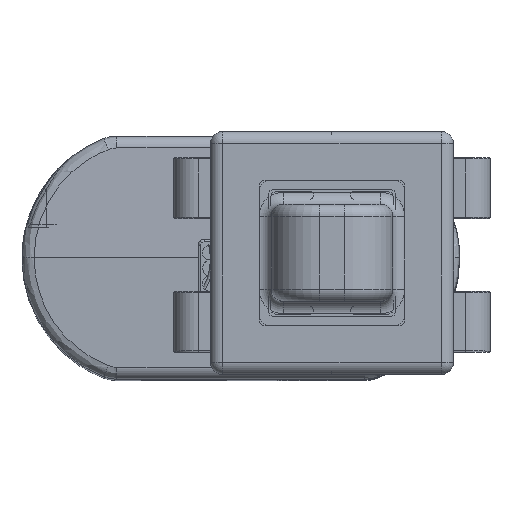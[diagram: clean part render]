
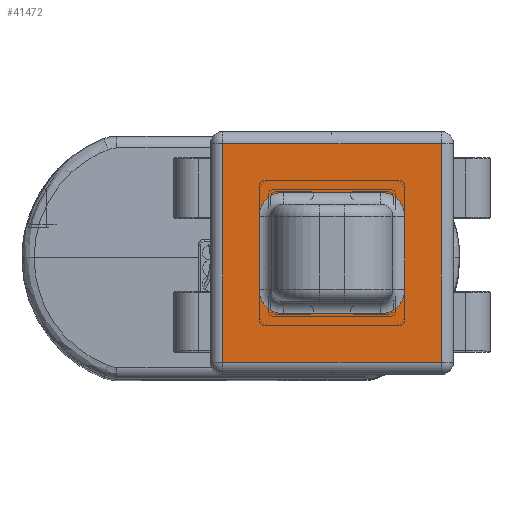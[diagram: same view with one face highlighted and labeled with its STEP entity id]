
A CAD part, top view. The second image highlights one B-rep face of the part: STEP entity #41472.
In plain terms, the highlighted face is planar.
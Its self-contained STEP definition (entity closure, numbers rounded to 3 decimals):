
#40001=DIRECTION('',(0.,0.,1.));
#40002=VECTOR('',#40001,18.);
#40003=CARTESIAN_POINT('',(-9.,0.,-9.));
#40004=LINE('',#40003,#40002);
#40005=DIRECTION('',(-1.,0.,0.));
#40006=VECTOR('',#40005,18.);
#40007=CARTESIAN_POINT('',(9.,0.,-9.));
#40008=LINE('',#40007,#40006);
#40009=DIRECTION('',(0.,0.,-1.));
#40010=VECTOR('',#40009,18.);
#40011=CARTESIAN_POINT('',(9.,0.,9.));
#40012=LINE('',#40011,#40010);
#40013=DIRECTION('',(1.,0.,0.));
#40014=VECTOR('',#40013,18.);
#40015=CARTESIAN_POINT('',(-9.,0.,9.));
#40016=LINE('',#40015,#40014);
#40017=CARTESIAN_POINT('',(-4.,0.,-3.));
#40018=DIRECTION('',(0.,1.,0.));
#40019=DIRECTION('',(0.,0.,-1.));
#40020=AXIS2_PLACEMENT_3D('',#40017,#40018,#40019);
#40022=DIRECTION('',(0.,0.,1.));
#40023=VECTOR('',#40022,6.);
#40024=CARTESIAN_POINT('',(-6.,0.,-3.));
#40025=LINE('',#40024,#40023);
#40026=CARTESIAN_POINT('',(-4.,0.,3.));
#40027=DIRECTION('',(0.,1.,0.));
#40028=DIRECTION('',(-1.,0.,0.));
#40029=AXIS2_PLACEMENT_3D('',#40026,#40027,#40028);
#40031=DIRECTION('',(1.,0.,0.));
#40032=VECTOR('',#40031,8.);
#40033=CARTESIAN_POINT('',(-4.,0.,5.));
#40034=LINE('',#40033,#40032);
#40035=CARTESIAN_POINT('',(4.,0.,3.));
#40036=DIRECTION('',(0.,1.,0.));
#40037=DIRECTION('',(0.,0.,1.));
#40038=AXIS2_PLACEMENT_3D('',#40035,#40036,#40037);
#40040=DIRECTION('',(0.,0.,-1.));
#40041=VECTOR('',#40040,6.);
#40042=CARTESIAN_POINT('',(6.,0.,3.));
#40043=LINE('',#40042,#40041);
#40044=CARTESIAN_POINT('',(4.,0.,-3.));
#40045=DIRECTION('',(0.,1.,0.));
#40046=DIRECTION('',(1.,0.,0.));
#40047=AXIS2_PLACEMENT_3D('',#40044,#40045,#40046);
#40049=DIRECTION('',(-1.,0.,0.));
#40050=VECTOR('',#40049,8.);
#40051=CARTESIAN_POINT('',(4.,0.,-5.));
#40052=LINE('',#40051,#40050);
#41181=CARTESIAN_POINT('',(-9.,0.,-9.));
#41182=CARTESIAN_POINT('',(-9.,0.,9.));
#41183=VERTEX_POINT('',#41181);
#41184=VERTEX_POINT('',#41182);
#41189=CARTESIAN_POINT('',(9.,0.,9.));
#41190=VERTEX_POINT('',#41189);
#41195=CARTESIAN_POINT('',(9.,0.,-9.));
#41196=VERTEX_POINT('',#41195);
#41217=CARTESIAN_POINT('',(-4.,0.,-5.));
#41218=CARTESIAN_POINT('',(-6.,0.,-3.));
#41219=VERTEX_POINT('',#41217);
#41220=VERTEX_POINT('',#41218);
#41225=CARTESIAN_POINT('',(-6.,0.,3.));
#41226=CARTESIAN_POINT('',(-4.,0.,5.));
#41227=VERTEX_POINT('',#41225);
#41228=VERTEX_POINT('',#41226);
#41235=CARTESIAN_POINT('',(4.,0.,5.));
#41236=CARTESIAN_POINT('',(6.,0.,3.));
#41237=VERTEX_POINT('',#41235);
#41238=VERTEX_POINT('',#41236);
#41241=CARTESIAN_POINT('',(6.,0.,-3.));
#41242=CARTESIAN_POINT('',(4.,0.,-5.));
#41243=VERTEX_POINT('',#41241);
#41244=VERTEX_POINT('',#41242);
#41439=CARTESIAN_POINT('',(0.,0.,0.));
#41440=DIRECTION('',(0.,-1.,0.));
#41441=DIRECTION('',(1.,0.,0.));
#41442=AXIS2_PLACEMENT_3D('',#41439,#41440,#41441);
#41443=PLANE('',#41442);
#41445=ORIENTED_EDGE('',*,*,#41444,.F.);
#41447=ORIENTED_EDGE('',*,*,#41446,.F.);
#41449=ORIENTED_EDGE('',*,*,#41448,.F.);
#41451=ORIENTED_EDGE('',*,*,#41450,.F.);
#41452=EDGE_LOOP('',(#41445,#41447,#41449,#41451));
#41453=FACE_OUTER_BOUND('',#41452,.F.);
#41455=ORIENTED_EDGE('',*,*,#41454,.T.);
#41457=ORIENTED_EDGE('',*,*,#41456,.T.);
#41459=ORIENTED_EDGE('',*,*,#41458,.T.);
#41461=ORIENTED_EDGE('',*,*,#41460,.T.);
#41463=ORIENTED_EDGE('',*,*,#41462,.T.);
#41465=ORIENTED_EDGE('',*,*,#41464,.T.);
#41467=ORIENTED_EDGE('',*,*,#41466,.T.);
#41469=ORIENTED_EDGE('',*,*,#41468,.T.);
#41470=EDGE_LOOP('',(#41455,#41457,#41459,#41461,#41463,#41465,#41467,#41469));
#41471=FACE_BOUND('',#41470,.F.);
#41472=ADVANCED_FACE('',(#41453,#41471),#41443,.F.);
#40021=CIRCLE('',#40020,2.);
#40030=CIRCLE('',#40029,2.);
#40039=CIRCLE('',#40038,2.);
#40048=CIRCLE('',#40047,2.);
#41444=EDGE_CURVE('',#41183,#41184,#40004,.T.);
#41446=EDGE_CURVE('',#41196,#41183,#40008,.T.);
#41448=EDGE_CURVE('',#41190,#41196,#40012,.T.);
#41450=EDGE_CURVE('',#41184,#41190,#40016,.T.);
#41454=EDGE_CURVE('',#41219,#41220,#40021,.T.);
#41456=EDGE_CURVE('',#41220,#41227,#40025,.T.);
#41458=EDGE_CURVE('',#41227,#41228,#40030,.T.);
#41460=EDGE_CURVE('',#41228,#41237,#40034,.T.);
#41462=EDGE_CURVE('',#41237,#41238,#40039,.T.);
#41464=EDGE_CURVE('',#41238,#41243,#40043,.T.);
#41466=EDGE_CURVE('',#41243,#41244,#40048,.T.);
#41468=EDGE_CURVE('',#41244,#41219,#40052,.T.);
